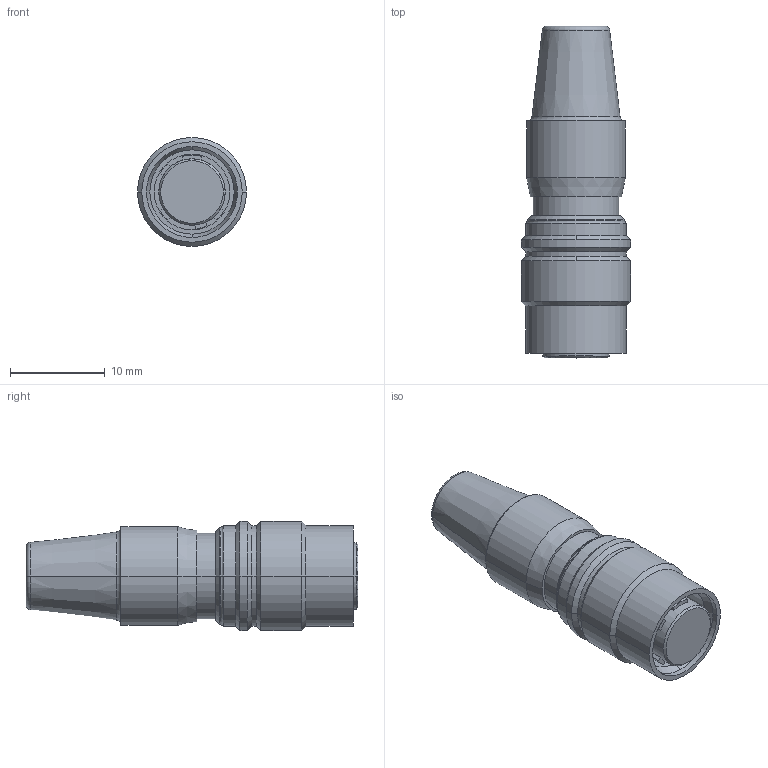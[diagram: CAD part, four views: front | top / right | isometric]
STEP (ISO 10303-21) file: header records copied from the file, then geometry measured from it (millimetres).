
FILE_DESCRIPTION(('Creo Elements/Direct Modeling STEP Export'),'2;1');
FILE_NAME('HR10A-7P-6S.stp','2016-02-05T13:07:28',(''),(''),'Creo Elements/Direct Modeling STEP processor for AP214 (Solid Model)','Creo Elements/Direct Modeling 18.1E 22-Nov-2013 (C) Parametric Technology GmbH','');
FILE_SCHEMA(('AUTOMOTIVE_DESIGN { 1 0 10303 214 1 1 1 1 }'));
Length unit declared in the file: millimetre
Products named in the file (1): HR10A-7P-6S
Bounding box: 11.5 x 35 x 11.5 mm (x, y, z)
Volume: 2571.3 mm3; surface area: 1559.4 mm2
Topology: 1 solids, 1 shells, 95 faces, 237 edges, 151 vertices
Faces by surface type: cylinder 31, plane 28, cone 18, torus 10, bspline 8
Entity records: 4017 total; most frequent: CARTESIAN_POINT 1935, ORIENTED_EDGE 474, DIRECTION 392, EDGE_CURVE 237, AXIS2_PLACEMENT_3D 152, VERTEX_POINT 151, EDGE_LOOP 102, FACE_OUTER_BOUND 95
